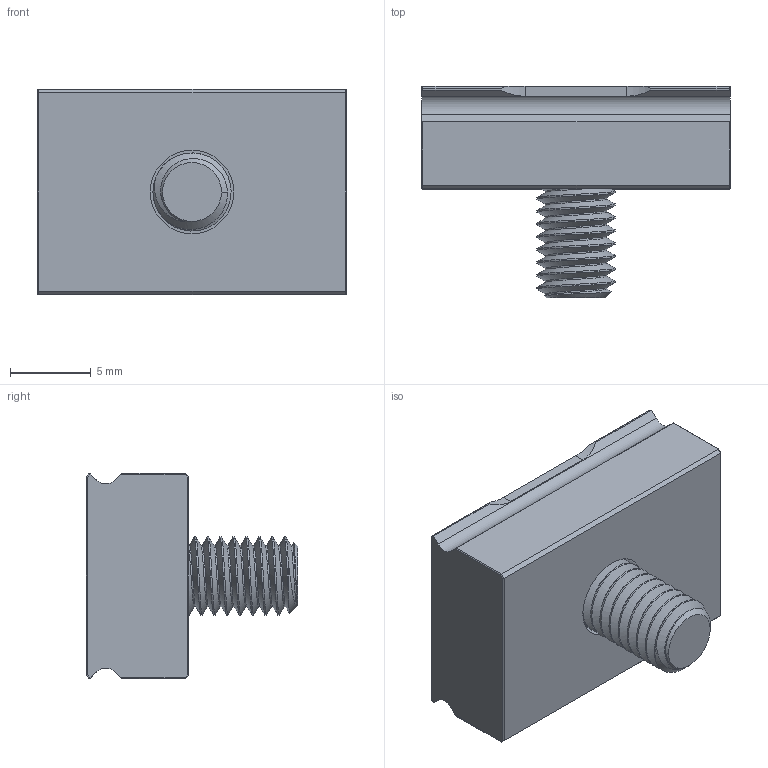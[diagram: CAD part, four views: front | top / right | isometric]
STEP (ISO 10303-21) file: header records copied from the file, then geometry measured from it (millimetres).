
FILE_DESCRIPTION (( 'STEP AP214' ), '1' );
FILE_NAME ('32050.STEP', '2024-09-24T13:13:51', ( '' ), ( '' ), 'SwSTEP 2.0', 'SolidWorks 2021', '' );
FILE_SCHEMA (( 'AUTOMOTIVE_DESIGN' ));
Length unit declared in the file: inch
Products named in the file (3): 103238 LHCS_103238 LHCS; 32050; 320501_320501
Assembly tree (2 placements, depth 2):
  32050
    320501_320501
    103238 LHCS_103238 LHCS
Bounding box: 19.05 x 13.08 x 12.7 mm (x, y, z)
Volume: 1470.7 mm3; surface area: 1362.3 mm2
Topology: 2 solids, 2 shells, 101 faces, 253 edges, 159 vertices
Faces by surface type: cylinder 52, plane 33, cone 13, bspline 3
Entity records: 5435 total; most frequent: CARTESIAN_POINT 3144, ORIENTED_EDGE 506, DIRECTION 406, EDGE_CURVE 253, VERTEX_POINT 159, AXIS2_PLACEMENT_3D 142, LINE 122, VECTOR 122
